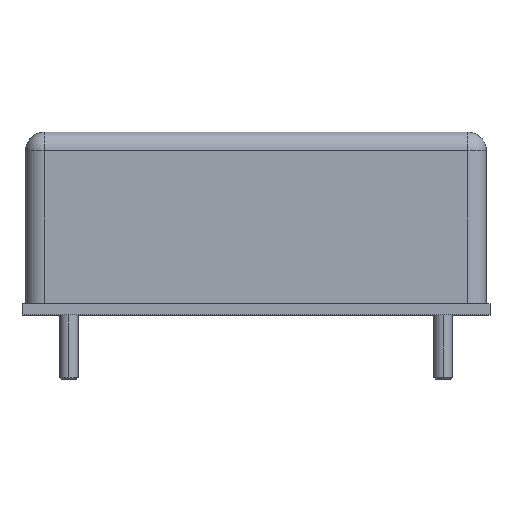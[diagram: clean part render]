
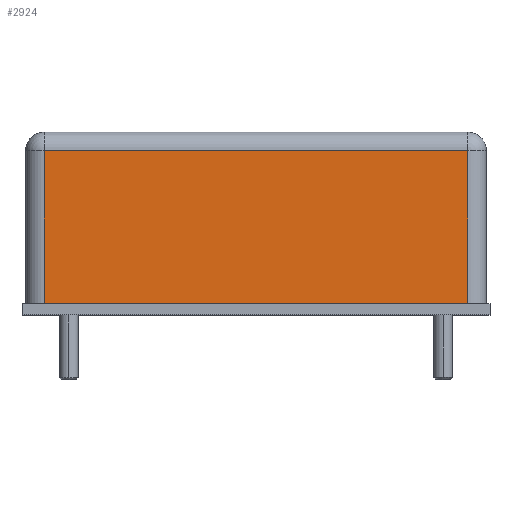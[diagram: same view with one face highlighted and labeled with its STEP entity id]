
A CAD part, top view. The second image highlights one B-rep face of the part: STEP entity #2924.
In plain terms, the highlighted planar face has unit normal (0, 0, 1).
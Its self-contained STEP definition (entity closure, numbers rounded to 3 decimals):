
#51 = DIRECTION ( 'NONE',  ( -1., 0., 0. ) ) ;
#62 = CARTESIAN_POINT ( 'NONE',  ( -12.5, 10.5, 12.5 ) ) ;
#120 = VECTOR ( 'NONE', #166, 1000. ) ;
#144 = ORIENTED_EDGE ( 'NONE', *, *, #305, .F. ) ;
#166 = DIRECTION ( 'NONE',  ( 0., -1., 0. ) ) ;
#174 = DIRECTION ( 'NONE',  ( 1., 0., 0. ) ) ;
#184 = CARTESIAN_POINT ( 'NONE',  ( -12.5, 8.9, 12.5 ) ) ;
#305 = EDGE_CURVE ( 'NONE', #1446, #3295, #335, .T. ) ;
#335 = LINE ( 'NONE', #184, #2581 ) ;
#677 = DIRECTION ( 'NONE',  ( -1., 0., 0. ) ) ;
#750 = CARTESIAN_POINT ( 'NONE',  ( 11.5, 0.6, 12.5 ) ) ;
#939 = CARTESIAN_POINT ( 'NONE',  ( 11.5, 10.5, 12.5 ) ) ;
#1311 = ORIENTED_EDGE ( 'NONE', *, *, #1504, .F. ) ;
#1446 = VERTEX_POINT ( 'NONE', #3356 ) ;
#1504 = EDGE_CURVE ( 'NONE', #3295, #2178, #2683, .T. ) ;
#1557 = CARTESIAN_POINT ( 'NONE',  ( 11.5, 8.9, 12.5 ) ) ;
#1631 = LINE ( 'NONE', #2617, #3061 ) ;
#1634 = PLANE ( 'NONE',  #1906 ) ;
#1805 = DIRECTION ( 'NONE',  ( 0., 1., 0. ) ) ;
#1906 = AXIS2_PLACEMENT_3D ( 'NONE', #62, #3264, #51 ) ;
#1966 = ORIENTED_EDGE ( 'NONE', *, *, #3302, .F. ) ;
#2026 = LINE ( 'NONE', #2072, #2618 ) ;
#2035 = FACE_OUTER_BOUND ( 'NONE', #2897, .T. ) ;
#2072 = CARTESIAN_POINT ( 'NONE',  ( -11.5, 10.5, 12.5 ) ) ;
#2178 = VERTEX_POINT ( 'NONE', #750 ) ;
#2179 = EDGE_CURVE ( 'NONE', #2178, #3244, #1631, .T. ) ;
#2336 = ORIENTED_EDGE ( 'NONE', *, *, #2179, .F. ) ;
#2581 = VECTOR ( 'NONE', #174, 1000. ) ;
#2617 = CARTESIAN_POINT ( 'NONE',  ( -12., 0.6, 12.5 ) ) ;
#2618 = VECTOR ( 'NONE', #1805, 1000. ) ;
#2683 = LINE ( 'NONE', #939, #120 ) ;
#2897 = EDGE_LOOP ( 'NONE', ( #144, #1966, #2336, #1311 ) ) ;
#2924 = ADVANCED_FACE ( 'NONE', ( #2035 ), #1634, .F. ) ;
#3061 = VECTOR ( 'NONE', #677, 1000. ) ;
#3244 = VERTEX_POINT ( 'NONE', #3403 ) ;
#3264 = DIRECTION ( 'NONE',  ( 0., 0., -1. ) ) ;
#3295 = VERTEX_POINT ( 'NONE', #1557 ) ;
#3302 = EDGE_CURVE ( 'NONE', #3244, #1446, #2026, .T. ) ;
#3356 = CARTESIAN_POINT ( 'NONE',  ( -11.5, 8.9, 12.5 ) ) ;
#3403 = CARTESIAN_POINT ( 'NONE',  ( -11.5, 0.6, 12.5 ) ) ;
